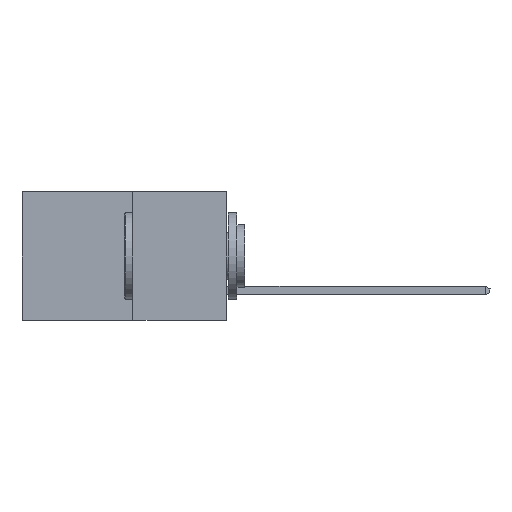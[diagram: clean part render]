
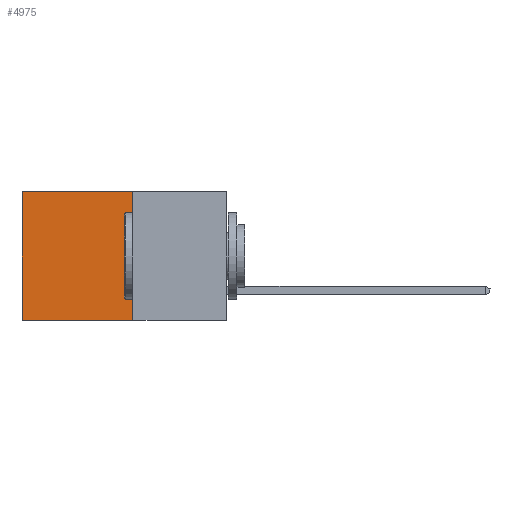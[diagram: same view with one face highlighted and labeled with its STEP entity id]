
A CAD part, left-side view. The second image highlights one B-rep face of the part: STEP entity #4975.
In plain terms, the highlighted planar face has unit normal (-1, 0, 0).
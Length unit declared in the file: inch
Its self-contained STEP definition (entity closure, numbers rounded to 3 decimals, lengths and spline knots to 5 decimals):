
#54 = CARTESIAN_POINT ( 'NONE',  ( 0.277, 0.27, 0. ) ) ;
#888 = FACE_OUTER_BOUND ( 'NONE', #7673, .T. ) ;
#989 = VERTEX_POINT ( 'NONE', #54 ) ;
#1019 = ORIENTED_EDGE ( 'NONE', *, *, #2732, .T. ) ;
#1514 = VERTEX_POINT ( 'NONE', #6590 ) ;
#1598 = VERTEX_POINT ( 'NONE', #4210 ) ;
#1643 = CARTESIAN_POINT ( 'NONE',  ( 0.277, 0.59, -0.37 ) ) ;
#2732 = EDGE_CURVE ( 'NONE', #989, #1514, #8733, .T. ) ;
#3073 = EDGE_CURVE ( 'NONE', #1514, #5375, #4802, .T. ) ;
#3318 = AXIS2_PLACEMENT_3D ( 'NONE', #3957, #3831, #3818 ) ;
#3382 = LINE ( 'NONE', #5183, #7102 ) ;
#3620 = EDGE_CURVE ( 'NONE', #1598, #5375, #3382, .T. ) ;
#3670 = VECTOR ( 'NONE', #5890, 39.37008 ) ;
#3818 = DIRECTION ( 'NONE',  ( 0., 0., -1. ) ) ;
#3831 = DIRECTION ( 'NONE',  ( 1., 0., 0. ) ) ;
#3859 = PLANE ( 'NONE',  #3318 ) ;
#3889 = LINE ( 'NONE', #5663, #3670 ) ;
#3957 = CARTESIAN_POINT ( 'NONE',  ( 0.277, 0.27, -0.37 ) ) ;
#4210 = CARTESIAN_POINT ( 'NONE',  ( 0.277, 0.27, -0.37 ) ) ;
#4664 = DIRECTION ( 'NONE',  ( 0., 1., 0. ) ) ;
#4802 = LINE ( 'NONE', #7764, #5270 ) ;
#4830 = EDGE_CURVE ( 'NONE', #989, #1598, #3889, .T. ) ;
#4975 = ADVANCED_FACE ( 'NONE', ( #888 ), #3859, .F. ) ;
#5118 = CARTESIAN_POINT ( 'NONE',  ( 0.277, 0.27, 0. ) ) ;
#5181 = DIRECTION ( 'NONE',  ( 0., 1., 0. ) ) ;
#5183 = CARTESIAN_POINT ( 'NONE',  ( 0.277, 0.27, -0.37 ) ) ;
#5270 = VECTOR ( 'NONE', #7762, 39.37008 ) ;
#5375 = VERTEX_POINT ( 'NONE', #1643 ) ;
#5663 = CARTESIAN_POINT ( 'NONE',  ( 0.277, 0.27, -0.37 ) ) ;
#5890 = DIRECTION ( 'NONE',  ( 0., 0., -1. ) ) ;
#6449 = ORIENTED_EDGE ( 'NONE', *, *, #3073, .T. ) ;
#6590 = CARTESIAN_POINT ( 'NONE',  ( 0.277, 0.59, 0. ) ) ;
#6667 = ORIENTED_EDGE ( 'NONE', *, *, #4830, .F. ) ;
#7102 = VECTOR ( 'NONE', #5181, 39.37008 ) ;
#7117 = VECTOR ( 'NONE', #4664, 39.37008 ) ;
#7673 = EDGE_LOOP ( 'NONE', ( #6449, #8159, #6667, #1019 ) ) ;
#7762 = DIRECTION ( 'NONE',  ( 0., 0., -1. ) ) ;
#7764 = CARTESIAN_POINT ( 'NONE',  ( 0.277, 0.59, -0.37 ) ) ;
#8159 = ORIENTED_EDGE ( 'NONE', *, *, #3620, .F. ) ;
#8733 = LINE ( 'NONE', #5118, #7117 ) ;
